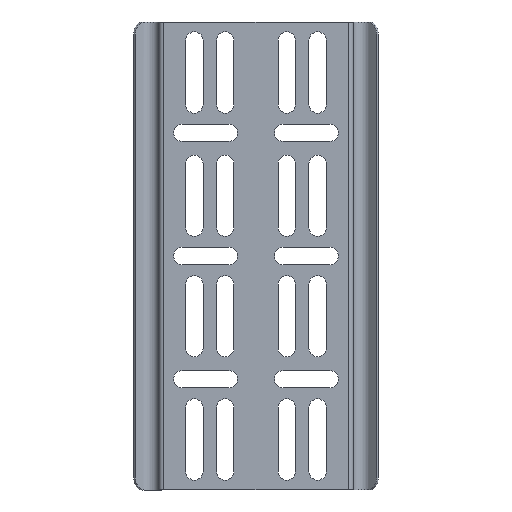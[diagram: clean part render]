
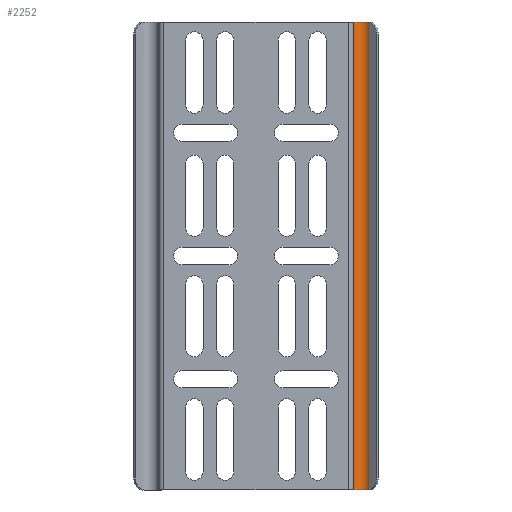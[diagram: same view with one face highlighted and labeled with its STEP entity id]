
A CAD part, front view. The second image highlights one B-rep face of the part: STEP entity #2252.
In plain terms, the highlighted cylindrical face has radius 4 mm (diameter 8 mm), a partial arc.
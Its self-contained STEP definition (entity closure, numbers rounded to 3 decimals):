
#123=B_SPLINE_CURVE_WITH_KNOTS('',3,(#3364,#3365,#3366,#3367),
 .UNSPECIFIED.,.F.,.F.,(4,4),(1.422,1.571),
 .UNSPECIFIED.);
#126=B_SPLINE_CURVE_WITH_KNOTS('',3,(#3399,#3400,#3401,#3402),
 .UNSPECIFIED.,.F.,.F.,(4,4),(6.283,6.432),
 .UNSPECIFIED.);
#140=FACE_OUTER_BOUND('',#262,.T.);
#262=EDGE_LOOP('',(#1547,#1548,#1549,#1550,#1551,#1552));
#429=CIRCLE('',#2400,4.);
#430=CIRCLE('',#2402,4.);
#545=LINE('',#3397,#761);
#546=LINE('',#3405,#762);
#761=VECTOR('',#2661,10.);
#762=VECTOR('',#2664,10.);
#974=VERTEX_POINT('',#3337);
#977=VERTEX_POINT('',#3360);
#979=VERTEX_POINT('',#3363);
#986=VERTEX_POINT('',#3393);
#987=VERTEX_POINT('',#3398);
#988=VERTEX_POINT('',#3403);
#1194=EDGE_CURVE('',#977,#979,#123,.T.);
#1205=EDGE_CURVE('',#986,#979,#429,.T.);
#1207=EDGE_CURVE('',#974,#977,#545,.T.);
#1208=EDGE_CURVE('',#987,#974,#126,.T.);
#1209=EDGE_CURVE('',#988,#987,#430,.T.);
#1210=EDGE_CURVE('',#988,#986,#546,.T.);
#1547=ORIENTED_EDGE('',*,*,#1194,.F.);
#1548=ORIENTED_EDGE('',*,*,#1207,.F.);
#1549=ORIENTED_EDGE('',*,*,#1208,.F.);
#1550=ORIENTED_EDGE('',*,*,#1209,.F.);
#1551=ORIENTED_EDGE('',*,*,#1210,.T.);
#1552=ORIENTED_EDGE('',*,*,#1205,.T.);
#2193=CYLINDRICAL_SURFACE('',#2401,4.);
#2252=ADVANCED_FACE('',(#140),#2193,.F.);
#2400=AXIS2_PLACEMENT_3D('',#3394,#2656,#2657);
#2401=AXIS2_PLACEMENT_3D('',#3396,#2659,#2660);
#2402=AXIS2_PLACEMENT_3D('',#3404,#2662,#2663);
#2656=DIRECTION('center_axis',(0.,0.,
-1.));
#2657=DIRECTION('ref_axis',(-0.943,0.333,0.));
#2659=DIRECTION('center_axis',(0.,0.,
-1.));
#2660=DIRECTION('ref_axis',(-0.943,0.333,0.));
#2661=DIRECTION('',(0.,0.,-1.));
#2662=DIRECTION('center_axis',(0.,0.,
-1.));
#2663=DIRECTION('ref_axis',(-0.943,0.333,0.));
#2664=DIRECTION('',(0.,0.,-1.));
#3337=CARTESIAN_POINT('',(45.895,2.916,189.945));
#3360=CARTESIAN_POINT('',(45.895,2.916,0.055));
#3363=CARTESIAN_POINT('',(45.359,3.339,0.));
#3364=CARTESIAN_POINT('Ctrl Pts',(45.895,2.916,0.055));
#3365=CARTESIAN_POINT('Ctrl Pts',(45.73,3.071,0.018));
#3366=CARTESIAN_POINT('Ctrl Pts',(45.55,3.213,0.));
#3367=CARTESIAN_POINT('Ctrl Pts',(45.359,3.339,0.));
#3393=CARTESIAN_POINT('',(39.386,1.333,0.));
#3394=CARTESIAN_POINT('Origin',(43.157,0.,0.));
#3396=CARTESIAN_POINT('Origin',(43.157,0.,95.));
#3397=CARTESIAN_POINT('',(45.895,2.916,95.));
#3398=CARTESIAN_POINT('',(45.359,3.339,190.));
#3399=CARTESIAN_POINT('Ctrl Pts',(45.359,3.339,190.));
#3400=CARTESIAN_POINT('Ctrl Pts',(45.55,3.213,190.));
#3401=CARTESIAN_POINT('Ctrl Pts',(45.73,3.071,189.982));
#3402=CARTESIAN_POINT('Ctrl Pts',(45.895,2.916,189.945));
#3403=CARTESIAN_POINT('',(39.386,1.333,190.));
#3404=CARTESIAN_POINT('Origin',(43.157,0.,190.));
#3405=CARTESIAN_POINT('',(39.386,1.333,95.));
